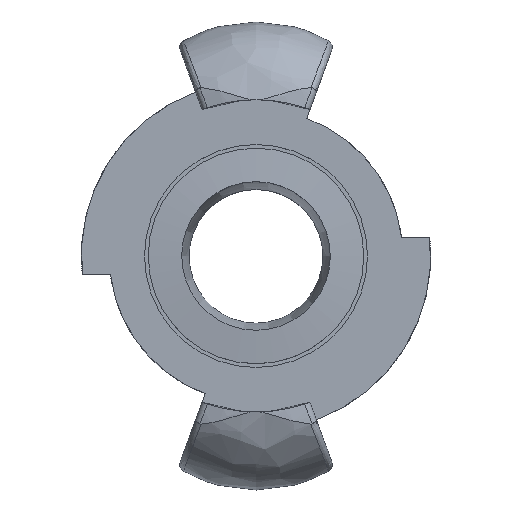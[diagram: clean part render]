
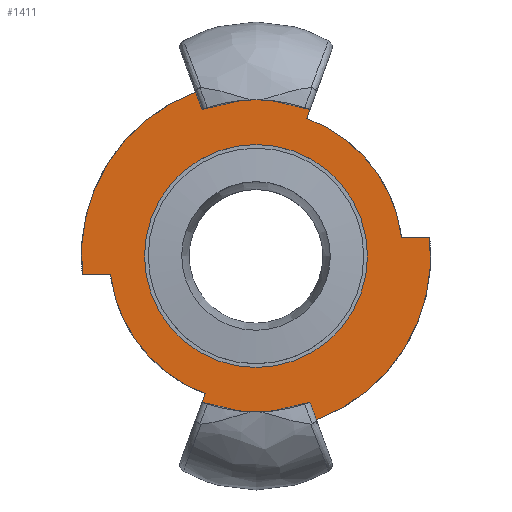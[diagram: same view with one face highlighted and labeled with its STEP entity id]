
A CAD part, top view. The second image highlights one B-rep face of the part: STEP entity #1411.
In plain terms, the highlighted planar face has unit normal (0, 0, 1).
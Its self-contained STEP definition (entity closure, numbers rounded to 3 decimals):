
#108=LINE('',#2203,#182);
#114=LINE('',#2415,#188);
#120=LINE('',#2596,#194);
#135=LINE('',#3006,#209);
#144=LINE('',#3170,#218);
#149=LINE('',#3179,#223);
#182=VECTOR('',#1659,10.);
#188=VECTOR('',#1679,10.);
#194=VECTOR('',#1693,10.);
#209=VECTOR('',#1772,10.);
#218=VECTOR('',#1815,10.);
#223=VECTOR('',#1822,10.);
#268=FACE_BOUND('',#401,.T.);
#320=FACE_OUTER_BOUND('',#400,.T.);
#400=EDGE_LOOP('',(#1111,#1112,#1113,#1114,#1115,#1116,#1117,#1118,#1119,
#1120,#1121,#1122));
#401=EDGE_LOOP('',(#1123,#1124));
#463=CIRCLE('',#1520,15.);
#464=CIRCLE('',#1521,15.);
#469=CIRCLE('',#1531,23.5);
#470=CIRCLE('',#1533,19.75);
#473=CIRCLE('',#1536,19.75);
#477=CIRCLE('',#1545,23.5);
#479=CIRCLE('',#1551,25.5);
#480=CIRCLE('',#1552,25.5);
#531=VERTEX_POINT('',#2200);
#532=VERTEX_POINT('',#2202);
#546=VERTEX_POINT('',#2412);
#547=VERTEX_POINT('',#2414);
#558=VERTEX_POINT('',#2593);
#559=VERTEX_POINT('',#2595);
#588=VERTEX_POINT('',#2993);
#589=VERTEX_POINT('',#2994);
#590=VERTEX_POINT('',#2999);
#593=VERTEX_POINT('',#3004);
#601=VERTEX_POINT('',#3093);
#610=VERTEX_POINT('',#3167);
#611=VERTEX_POINT('',#3169);
#613=VERTEX_POINT('',#3175);
#678=EDGE_CURVE('',#531,#532,#108,.T.);
#697=EDGE_CURVE('',#547,#546,#114,.T.);
#711=EDGE_CURVE('',#558,#559,#120,.T.);
#754=EDGE_CURVE('',#588,#589,#463,.T.);
#755=EDGE_CURVE('',#589,#588,#464,.T.);
#760=EDGE_CURVE('',#593,#590,#135,.T.);
#772=EDGE_CURVE('',#546,#590,#469,.T.);
#774=EDGE_CURVE('',#532,#601,#470,.T.);
#781=EDGE_CURVE('',#593,#559,#473,.T.);
#788=EDGE_CURVE('',#610,#611,#144,.T.);
#793=EDGE_CURVE('',#613,#601,#149,.T.);
#799=EDGE_CURVE('',#610,#613,#477,.T.);
#802=EDGE_CURVE('',#611,#558,#479,.T.);
#803=EDGE_CURVE('',#547,#531,#480,.T.);
#1111=ORIENTED_EDGE('',*,*,#772,.T.);
#1112=ORIENTED_EDGE('',*,*,#760,.F.);
#1113=ORIENTED_EDGE('',*,*,#781,.T.);
#1114=ORIENTED_EDGE('',*,*,#711,.F.);
#1115=ORIENTED_EDGE('',*,*,#802,.F.);
#1116=ORIENTED_EDGE('',*,*,#788,.F.);
#1117=ORIENTED_EDGE('',*,*,#799,.T.);
#1118=ORIENTED_EDGE('',*,*,#793,.T.);
#1119=ORIENTED_EDGE('',*,*,#774,.F.);
#1120=ORIENTED_EDGE('',*,*,#678,.F.);
#1121=ORIENTED_EDGE('',*,*,#803,.F.);
#1122=ORIENTED_EDGE('',*,*,#697,.T.);
#1123=ORIENTED_EDGE('',*,*,#754,.T.);
#1124=ORIENTED_EDGE('',*,*,#755,.T.);
#1275=PLANE('',#1550);
#1411=ADVANCED_FACE('',(#320,#268),#1275,.F.);
#1520=AXIS2_PLACEMENT_3D('',#2995,#1762,#1763);
#1521=AXIS2_PLACEMENT_3D('',#2996,#1764,#1765);
#1531=AXIS2_PLACEMENT_3D('',#3081,#1792,#1793);
#1533=AXIS2_PLACEMENT_3D('',#3094,#1796,#1797);
#1536=AXIS2_PLACEMENT_3D('',#3140,#1804,#1805);
#1545=AXIS2_PLACEMENT_3D('',#3225,#1833,#1834);
#1550=AXIS2_PLACEMENT_3D('',#3231,#1844,#1845);
#1551=AXIS2_PLACEMENT_3D('',#3232,#1846,#1847);
#1552=AXIS2_PLACEMENT_3D('',#3233,#1848,#1849);
#1659=DIRECTION('',(0.345,0.938,0.));
#1679=DIRECTION('',(-0.345,0.938,0.));
#1693=DIRECTION('',(-0.345,-0.938,0.));
#1762=DIRECTION('center_axis',(0.,0.,-1.));
#1763=DIRECTION('ref_axis',(1.,0.,0.));
#1764=DIRECTION('center_axis',(0.,0.,-1.));
#1765=DIRECTION('ref_axis',(1.,0.,0.));
#1772=DIRECTION('',(1.,0.,0.));
#1792=DIRECTION('center_axis',(0.,0.,1.));
#1793=DIRECTION('ref_axis',(-0.345,0.938,0.));
#1796=DIRECTION('center_axis',(0.,0.,-1.));
#1797=DIRECTION('ref_axis',(-1.,0.,0.));
#1804=DIRECTION('center_axis',(0.,0.,1.));
#1805=DIRECTION('ref_axis',(-0.345,0.938,0.));
#1815=DIRECTION('',(-0.345,0.938,0.));
#1822=DIRECTION('',(1.,0.,0.));
#1833=DIRECTION('center_axis',(0.,0.,1.));
#1834=DIRECTION('ref_axis',(0.345,-0.938,0.));
#1844=DIRECTION('center_axis',(0.,0.,-1.));
#1845=DIRECTION('ref_axis',(-1.,0.,0.));
#1846=DIRECTION('center_axis',(0.,0.,-1.));
#1847=DIRECTION('ref_axis',(0.,-1.,0.));
#1848=DIRECTION('center_axis',(0.,0.,-1.));
#1849=DIRECTION('ref_axis',(0.,-1.,0.));
#2200=CARTESIAN_POINT('',(-8.809,-23.93,12.));
#2202=CARTESIAN_POINT('',(-6.823,-18.534,12.));
#2203=CARTESIAN_POINT('',(-8.897,-24.168,12.));
#2412=CARTESIAN_POINT('',(8.119,-22.053,12.));
#2414=CARTESIAN_POINT('',(8.809,-23.93,12.));
#2415=CARTESIAN_POINT('',(3.412,-9.267,12.));
#2593=CARTESIAN_POINT('',(8.809,23.93,12.));
#2595=CARTESIAN_POINT('',(6.823,18.534,12.));
#2596=CARTESIAN_POINT('',(1.603,4.354,12.));
#2993=CARTESIAN_POINT('',(15.,0.,12.));
#2994=CARTESIAN_POINT('',(-15.,0.,12.));
#2995=CARTESIAN_POINT('Origin',(0.,0.,12.));
#2996=CARTESIAN_POINT('Origin',(0.,0.,12.));
#2999=CARTESIAN_POINT('',(23.367,2.5,12.));
#3004=CARTESIAN_POINT('',(19.591,2.5,12.));
#3006=CARTESIAN_POINT('',(0.,2.5,12.));
#3081=CARTESIAN_POINT('Origin',(0.,0.,
12.));
#3093=CARTESIAN_POINT('',(-19.591,-2.5,12.));
#3094=CARTESIAN_POINT('Origin',(0.,0.,12.));
#3140=CARTESIAN_POINT('Origin',(0.,0.,12.));
#3167=CARTESIAN_POINT('',(-8.119,22.053,12.));
#3169=CARTESIAN_POINT('',(-8.809,23.93,12.));
#3170=CARTESIAN_POINT('',(0.236,-0.64,12.));
#3175=CARTESIAN_POINT('',(-23.367,-2.5,12.));
#3179=CARTESIAN_POINT('',(0.,-2.5,12.));
#3225=CARTESIAN_POINT('Origin',(0.,0.,
12.));
#3231=CARTESIAN_POINT('Origin',(0.,0.,12.));
#3232=CARTESIAN_POINT('Origin',(0.,0.,12.));
#3233=CARTESIAN_POINT('Origin',(0.,0.,12.));
